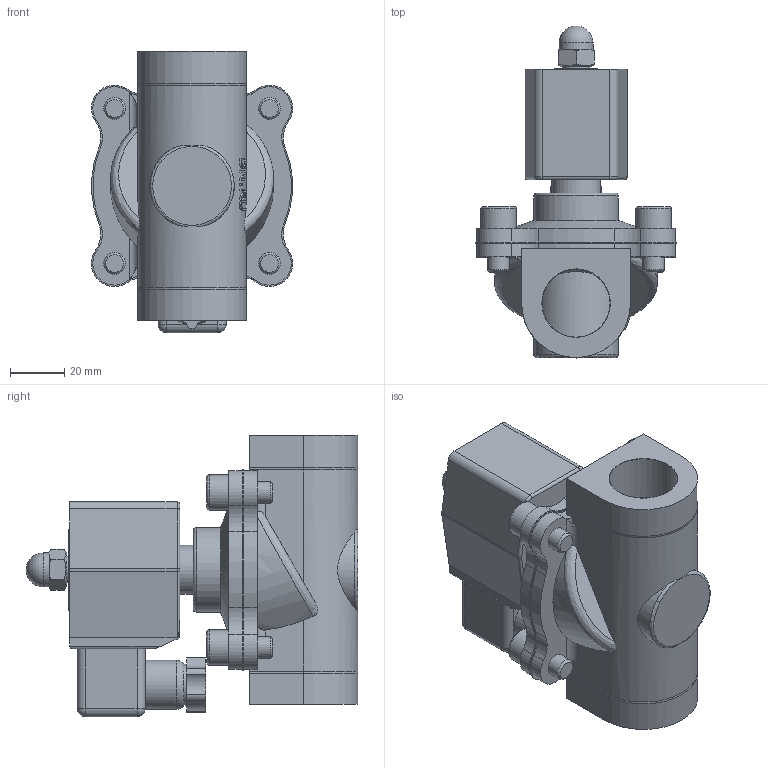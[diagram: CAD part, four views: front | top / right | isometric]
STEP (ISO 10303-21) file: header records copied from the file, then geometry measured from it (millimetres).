
FILE_DESCRIPTION(/* description */ (''),/* implementation_level */ '2;1');
FILE_NAME(/* name */ 'DN25_3D_STEP.stp',/* time_stamp */ '2024-03-21T17:23:07+03:00',/* author */ ('igorr'),/* organization */ (''),/* preprocessor_version */ 'ST-DEVELOPER v19.2',/* originating_system */ 'Autodesk Inventor 2023',/* authorisation */ '');
FILE_SCHEMA (('AUTOMOTIVE_DESIGN { 1 0 10303 214 3 1 1 }'));
Length unit declared in the file: millimetre
Products named in the file (4): Сборка; Деталь1; DIN 1587 - M8; AS 1420 - 1973 - M8 x 16
Assembly tree (6 placements, depth 2):
  Сборка
    Деталь1
    DIN 1587 - M8
    AS 1420 - 1973 - M8 x 16  x4
Bounding box: 74.01 x 122 x 103.5 mm (x, y, z)
Volume: 276170.8 mm3; surface area: 50195.8 mm2
Topology: 6 solids, 6 shells, 345 faces, 872 edges, 567 vertices
Faces by surface type: plane 140, cylinder 134, bspline 29, cone 20, torus 17, sphere 5
Full cylindrical faces by diameter (mm): 6.647 x1, 8 x4, 10 x2, 12.5 x1, 13 x4, 15 x1, 18 x2, 25 x2, 31 x1
Entity records: 10590 total; most frequent: CARTESIAN_POINT 2899, DIRECTION 1533, ORIENTED_EDGE 1522, EDGE_CURVE 761, AXIS2_PLACEMENT_3D 596, VERTEX_POINT 495, LINE 341, VECTOR 341
